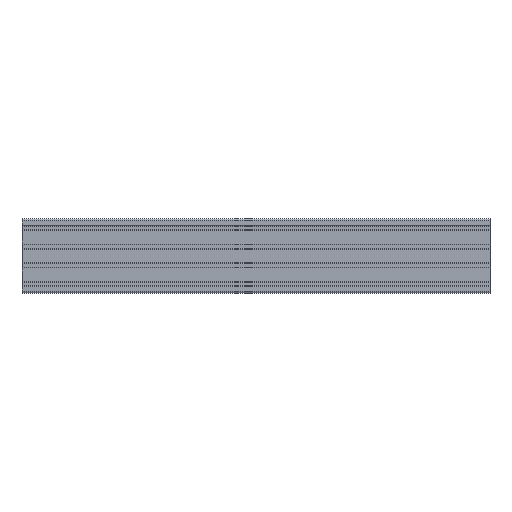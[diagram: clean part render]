
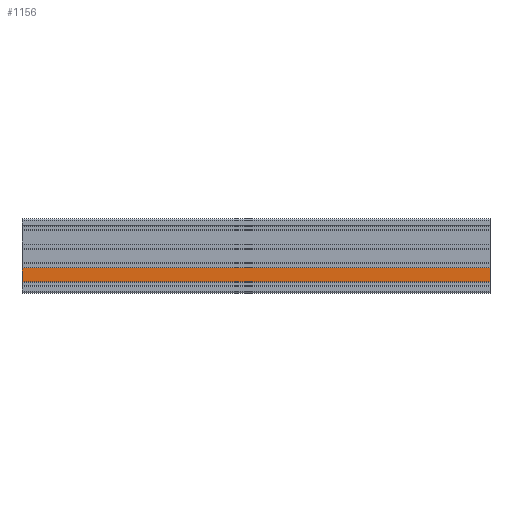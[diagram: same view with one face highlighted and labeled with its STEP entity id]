
A CAD part, front view. The second image highlights one B-rep face of the part: STEP entity #1156.
In plain terms, the highlighted planar face has unit normal (0, -1, 0).
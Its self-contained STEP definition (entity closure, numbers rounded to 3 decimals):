
#1156=ADVANCED_FACE('',(#5140),#5142,.T.);
#5140=FACE_BOUND('',#5141,.T.);
#5141=EDGE_LOOP('',(#8930,#8931,#8932,#8933));
#5142=PLANE('',#5143);
#5143=AXIS2_PLACEMENT_3D('',#5144,#5145,#5146);
#5144=CARTESIAN_POINT('',(-500.,-20.,-25.4));
#5145=DIRECTION('',(0.,-1.,0.));
#5146=DIRECTION('',(0.,0.,-1.));
#8930=ORIENTED_EDGE('',*,*,#10381,.T.);
#8931=ORIENTED_EDGE('',*,*,#11376,.T.);
#8932=ORIENTED_EDGE('',*,*,#11032,.F.);
#8933=ORIENTED_EDGE('',*,*,#11377,.F.);
#10381=EDGE_CURVE('',#11847,#11845,#11848,.T.);
#11032=EDGE_CURVE('',#13147,#13149,#13150,.T.);
#11376=EDGE_CURVE('',#11845,#13149,#13682,.T.);
#11377=EDGE_CURVE('',#11847,#13147,#13683,.T.);
#11845=VERTEX_POINT('',#14354);
#11847=VERTEX_POINT('',#14359);
#11848=LINE('',#14360,#14361);
#13147=VERTEX_POINT('',#17276);
#13149=VERTEX_POINT('',#17281);
#13150=LINE('',#17282,#17283);
#13682=LINE('',#18596,#18597);
#13683=LINE('',#18599,#18600);
#14354=CARTESIAN_POINT('',(-500.,-20.,-54.6));
#14359=CARTESIAN_POINT('',(-500.,-20.,-25.4));
#14360=CARTESIAN_POINT('',(-500.,-20.,-25.4));
#14361=VECTOR('',#14362,1.);
#14362=DIRECTION('',(0.,0.,-1.));
#17276=CARTESIAN_POINT('',(500.,-20.,-25.4));
#17281=CARTESIAN_POINT('',(500.,-20.,-54.6));
#17282=CARTESIAN_POINT('',(500.,-20.,-25.4));
#17283=VECTOR('',#17284,1.);
#17284=DIRECTION('',(0.,0.,-1.));
#18596=CARTESIAN_POINT('',(-500.,-20.,-54.6));
#18597=VECTOR('',#18598,1.);
#18598=DIRECTION('',(1.,0.,0.));
#18599=CARTESIAN_POINT('',(-500.,-20.,-25.4));
#18600=VECTOR('',#18601,1.);
#18601=DIRECTION('',(1.,0.,0.));
